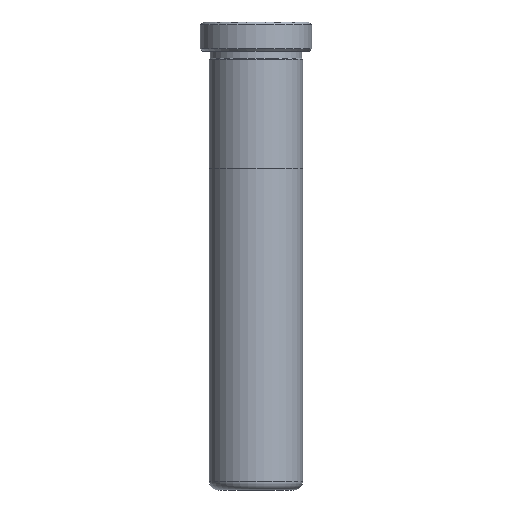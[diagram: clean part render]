
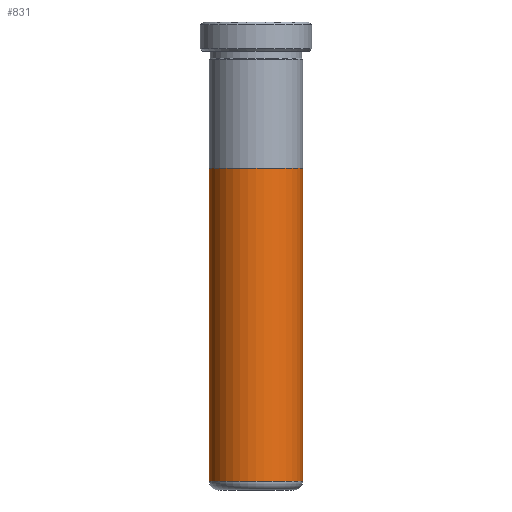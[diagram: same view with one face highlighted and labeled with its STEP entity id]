
A CAD part, front view. The second image highlights one B-rep face of the part: STEP entity #831.
In plain terms, the highlighted cylindrical face has radius 7.995 mm (diameter 15.99 mm), a partial arc.
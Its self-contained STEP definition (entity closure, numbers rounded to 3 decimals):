
#23 = ORIENTED_EDGE ( 'NONE', *, *, #1409, .F. ) ;
#39 = VERTEX_POINT ( 'NONE', #148 ) ;
#67 = DIRECTION ( 'NONE',  ( 1., 0., 0. ) ) ;
#148 = CARTESIAN_POINT ( 'NONE',  ( 7.995, 0., 1.5 ) ) ;
#221 = CARTESIAN_POINT ( 'NONE',  ( -7.995, 0., 55. ) ) ;
#225 = VERTEX_POINT ( 'NONE', #441 ) ;
#440 = EDGE_CURVE ( 'NONE', #1429, #225, #1171, .T. ) ;
#441 = CARTESIAN_POINT ( 'NONE',  ( 7.995, 0., 55. ) ) ;
#511 = EDGE_CURVE ( 'NONE', #681, #39, #1312, .T. ) ;
#524 = AXIS2_PLACEMENT_3D ( 'NONE', #1262, #602, #1367 ) ;
#561 = LINE ( 'NONE', #1144, #1304 ) ;
#602 = DIRECTION ( 'NONE',  ( 0., 0., 1. ) ) ;
#614 = VECTOR ( 'NONE', #797, 1000. ) ;
#681 = VERTEX_POINT ( 'NONE', #1315 ) ;
#684 = CARTESIAN_POINT ( 'NONE',  ( 0., 0., 75. ) ) ;
#703 = ORIENTED_EDGE ( 'NONE', *, *, #440, .F. ) ;
#723 = ORIENTED_EDGE ( 'NONE', *, *, #1301, .T. ) ;
#784 = DIRECTION ( 'NONE',  ( 0., 0., 1. ) ) ;
#797 = DIRECTION ( 'NONE',  ( 0., 0., -1. ) ) ;
#831 = ADVANCED_FACE ( 'NONE', ( #1279 ), #1249, .T. ) ;
#927 = DIRECTION ( 'NONE',  ( 0., 0., -1. ) ) ;
#998 = AXIS2_PLACEMENT_3D ( 'NONE', #1446, #784, #67 ) ;
#1021 = AXIS2_PLACEMENT_3D ( 'NONE', #684, #1235, #1338 ) ;
#1055 = EDGE_LOOP ( 'NONE', ( #23, #703, #723, #1148 ) ) ;
#1114 = LINE ( 'NONE', #1239, #614 ) ;
#1144 = CARTESIAN_POINT ( 'NONE',  ( 7.995, 0., 75. ) ) ;
#1148 = ORIENTED_EDGE ( 'NONE', *, *, #511, .T. ) ;
#1171 = CIRCLE ( 'NONE', #998, 7.995 ) ;
#1235 = DIRECTION ( 'NONE',  ( 0., 0., -1. ) ) ;
#1239 = CARTESIAN_POINT ( 'NONE',  ( -7.995, 0., 75. ) ) ;
#1249 = CYLINDRICAL_SURFACE ( 'NONE', #1021, 7.995 ) ;
#1262 = CARTESIAN_POINT ( 'NONE',  ( 0., 0., 1.5 ) ) ;
#1279 = FACE_OUTER_BOUND ( 'NONE', #1055, .T. ) ;
#1301 = EDGE_CURVE ( 'NONE', #1429, #681, #1114, .T. ) ;
#1304 = VECTOR ( 'NONE', #927, 1000. ) ;
#1312 = CIRCLE ( 'NONE', #524, 7.995 ) ;
#1315 = CARTESIAN_POINT ( 'NONE',  ( -7.995, 0., 1.5 ) ) ;
#1338 = DIRECTION ( 'NONE',  ( -1., 0., 0. ) ) ;
#1367 = DIRECTION ( 'NONE',  ( 1., 0., 0. ) ) ;
#1409 = EDGE_CURVE ( 'NONE', #225, #39, #561, .T. ) ;
#1429 = VERTEX_POINT ( 'NONE', #221 ) ;
#1446 = CARTESIAN_POINT ( 'NONE',  ( 0., 0., 55. ) ) ;
